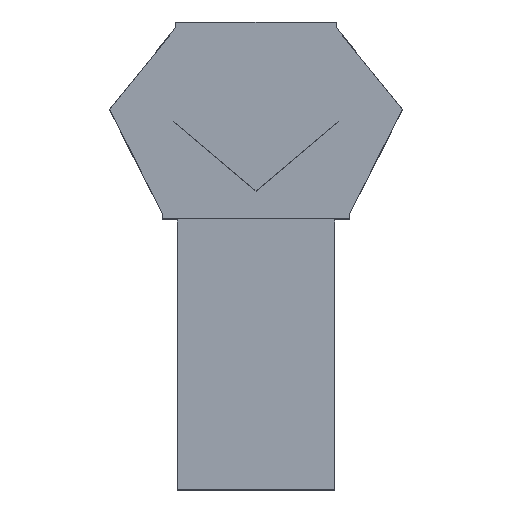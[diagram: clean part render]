
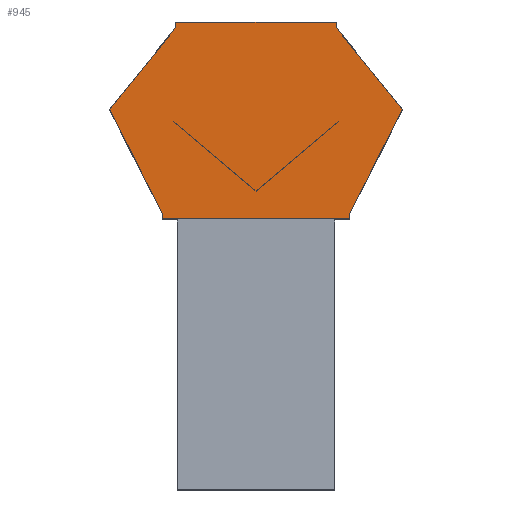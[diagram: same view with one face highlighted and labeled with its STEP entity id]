
A CAD part, top view. The second image highlights one B-rep face of the part: STEP entity #945.
In plain terms, the highlighted planar face has unit normal (0, 0, 1).
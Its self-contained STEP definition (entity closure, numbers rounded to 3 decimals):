
#14 = ORIENTED_EDGE ( 'NONE', *, *, #1450, .T. ) ;
#41 = EDGE_CURVE ( 'NONE', #614, #1257, #1337, .T. ) ;
#56 = VERTEX_POINT ( 'NONE', #1431 ) ;
#136 = CARTESIAN_POINT ( 'NONE',  ( -415.514, -460.205, 820. ) ) ;
#138 = VERTEX_POINT ( 'NONE', #1425 ) ;
#148 = CARTESIAN_POINT ( 'NONE',  ( 650., 0., 820. ) ) ;
#159 = EDGE_CURVE ( 'NONE', #701, #790, #652, .T. ) ;
#193 = DIRECTION ( 'NONE',  ( 0.454, -0.891, 0. ) ) ;
#217 = VECTOR ( 'NONE', #1357, 1000. ) ;
#222 = CARTESIAN_POINT ( 'NONE',  ( 0., 0., 820. ) ) ;
#246 = DIRECTION ( 'NONE',  ( 0., 1., 0. ) ) ;
#249 = EDGE_CURVE ( 'NONE', #701, #56, #1585, .T. ) ;
#255 = CARTESIAN_POINT ( 'NONE',  ( 415.514, -485.205, 820. ) ) ;
#288 = VECTOR ( 'NONE', #946, 1000. ) ;
#306 = CARTESIAN_POINT ( 'NONE',  ( -650., 0., 820. ) ) ;
#319 = CARTESIAN_POINT ( 'NONE',  ( -356.737, 362.15, 820. ) ) ;
#330 = EDGE_CURVE ( 'NONE', #56, #476, #964, .T. ) ;
#346 = DIRECTION ( 'NONE',  ( 1., 0., 0. ) ) ;
#415 = DIRECTION ( 'NONE',  ( -0.629, 0.777, 0. ) ) ;
#476 = VERTEX_POINT ( 'NONE', #1518 ) ;
#507 = ORIENTED_EDGE ( 'NONE', *, *, #508, .T. ) ;
#508 = EDGE_CURVE ( 'NONE', #790, #614, #646, .T. ) ;
#534 = CARTESIAN_POINT ( 'NONE',  ( -650., 0., 820. ) ) ;
#555 = VECTOR ( 'NONE', #1293, 1000. ) ;
#594 = CARTESIAN_POINT ( 'NONE',  ( 650., 0., 820. ) ) ;
#605 = VECTOR ( 'NONE', #818, 1000. ) ;
#614 = VERTEX_POINT ( 'NONE', #534 ) ;
#617 = VERTEX_POINT ( 'NONE', #785 ) ;
#640 = AXIS2_PLACEMENT_3D ( 'NONE', #222, #1100, #346 ) ;
#646 = LINE ( 'NONE', #1659, #670 ) ;
#652 = LINE ( 'NONE', #1175, #555 ) ;
#670 = VECTOR ( 'NONE', #761, 1000. ) ;
#672 = EDGE_CURVE ( 'NONE', #617, #476, #1597, .T. ) ;
#701 = VERTEX_POINT ( 'NONE', #1590 ) ;
#730 = EDGE_CURVE ( 'NONE', #1326, #138, #1492, .T. ) ;
#761 = DIRECTION ( 'NONE',  ( -0.629, -0.777, 0. ) ) ;
#785 = CARTESIAN_POINT ( 'NONE',  ( 650., 0., 820. ) ) ;
#786 = CARTESIAN_POINT ( 'NONE',  ( -356.737, 387.85, 820. ) ) ;
#790 = VERTEX_POINT ( 'NONE', #319 ) ;
#818 = DIRECTION ( 'NONE',  ( 1., 0., 0. ) ) ;
#841 = DIRECTION ( 'NONE',  ( 0.454, 0.891, 0. ) ) ;
#908 = VECTOR ( 'NONE', #415, 1000. ) ;
#925 = EDGE_CURVE ( 'NONE', #1319, #617, #1502, .T. ) ;
#932 = FACE_OUTER_BOUND ( 'NONE', #1615, .T. ) ;
#945 = ADVANCED_FACE ( 'NONE', ( #932 ), #1226, .T. ) ;
#946 = DIRECTION ( 'NONE',  ( 0., -1., 0. ) ) ;
#964 = LINE ( 'NONE', #1499, #217 ) ;
#1057 = ORIENTED_EDGE ( 'NONE', *, *, #925, .T. ) ;
#1096 = ORIENTED_EDGE ( 'NONE', *, *, #1184, .T. ) ;
#1100 = DIRECTION ( 'NONE',  ( 0., 0., 1. ) ) ;
#1138 = ORIENTED_EDGE ( 'NONE', *, *, #330, .F. ) ;
#1175 = CARTESIAN_POINT ( 'NONE',  ( -356.737, 387.15, 820. ) ) ;
#1184 = EDGE_CURVE ( 'NONE', #138, #1319, #1209, .T. ) ;
#1209 = LINE ( 'NONE', #255, #1310 ) ;
#1226 = PLANE ( 'NONE',  #640 ) ;
#1257 = VERTEX_POINT ( 'NONE', #136 ) ;
#1271 = ORIENTED_EDGE ( 'NONE', *, *, #249, .F. ) ;
#1293 = DIRECTION ( 'NONE',  ( 0., -1., 0. ) ) ;
#1295 = CARTESIAN_POINT ( 'NONE',  ( 415.514, -460.205, 820. ) ) ;
#1306 = ORIENTED_EDGE ( 'NONE', *, *, #41, .T. ) ;
#1310 = VECTOR ( 'NONE', #246, 1000. ) ;
#1319 = VERTEX_POINT ( 'NONE', #1295 ) ;
#1321 = DIRECTION ( 'NONE',  ( 1., 0., 0. ) ) ;
#1326 = VERTEX_POINT ( 'NONE', #1565 ) ;
#1337 = LINE ( 'NONE', #306, #1461 ) ;
#1357 = DIRECTION ( 'NONE',  ( 0., -1., 0. ) ) ;
#1389 = VECTOR ( 'NONE', #841, 1000. ) ;
#1425 = CARTESIAN_POINT ( 'NONE',  ( 415.514, -485.205, 820. ) ) ;
#1431 = CARTESIAN_POINT ( 'NONE',  ( 356.737, 387.85, 820. ) ) ;
#1450 = EDGE_CURVE ( 'NONE', #1257, #1326, #1477, .T. ) ;
#1451 = VECTOR ( 'NONE', #1321, 1000. ) ;
#1461 = VECTOR ( 'NONE', #193, 1000. ) ;
#1467 = CARTESIAN_POINT ( 'NONE',  ( -415.514, -460.205, 820. ) ) ;
#1477 = LINE ( 'NONE', #1467, #288 ) ;
#1492 = LINE ( 'NONE', #1595, #605 ) ;
#1498 = ORIENTED_EDGE ( 'NONE', *, *, #159, .T. ) ;
#1499 = CARTESIAN_POINT ( 'NONE',  ( 356.737, 387.15, 820. ) ) ;
#1502 = LINE ( 'NONE', #594, #1389 ) ;
#1518 = CARTESIAN_POINT ( 'NONE',  ( 356.737, 362.15, 820. ) ) ;
#1549 = ORIENTED_EDGE ( 'NONE', *, *, #672, .T. ) ;
#1552 = ORIENTED_EDGE ( 'NONE', *, *, #730, .T. ) ;
#1565 = CARTESIAN_POINT ( 'NONE',  ( -415.514, -485.205, 820. ) ) ;
#1585 = LINE ( 'NONE', #786, #1451 ) ;
#1590 = CARTESIAN_POINT ( 'NONE',  ( -356.737, 387.85, 820. ) ) ;
#1595 = CARTESIAN_POINT ( 'NONE',  ( -415.514, -485.205, 820. ) ) ;
#1597 = LINE ( 'NONE', #148, #908 ) ;
#1615 = EDGE_LOOP ( 'NONE', ( #1306, #14, #1552, #1096, #1057, #1549, #1138, #1271, #1498, #507 ) ) ;
#1659 = CARTESIAN_POINT ( 'NONE',  ( -650., 0., 820. ) ) ;
